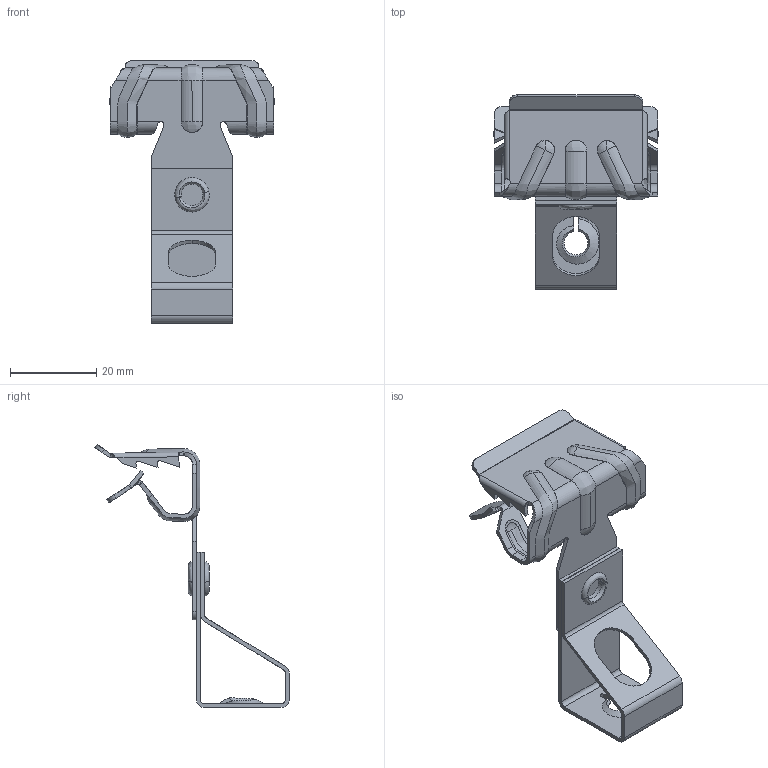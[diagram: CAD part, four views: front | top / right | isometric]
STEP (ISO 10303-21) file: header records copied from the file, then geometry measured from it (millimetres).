
FILE_DESCRIPTION (( 'STEP AP214' ), '1' );
FILE_NAME ('1483661.stp', '2018-06-14T08:51:37', ( '' ), ( '' ), 'SwSTEP 2.0', 'SolidWorks 2016', '' );
FILE_SCHEMA (( 'AUTOMOTIVE_DESIGN' ));
Length unit declared in the file: millimetre
Products named in the file (5): OB26103432_2; ExtendedFillet; connected8205940600_2; 8205010008; 1483661
Assembly tree (4 placements, depth 3):
  1483661
    OB26103432_2
      8205010008
      connected8205940600_2
      ExtendedFillet
Bounding box: 38.12 x 45.07 x 61.02 mm (x, y, z)
Volume: 3610 mm3; surface area: 8510.1 mm2
Topology: 3 solids, 3 shells, 279 faces, 722 edges, 443 vertices
Faces by surface type: cylinder 98, plane 96, bspline 85
Entity records: 23277 total; most frequent: CARTESIAN_POINT 14105, ORIENTED_EDGE 1428, DIRECTION 942, EDGE_CURVE 714, VERTEX_POINT 443, AXIS2_PLACEMENT_3D 316, VECTOR 310, LINE 310
